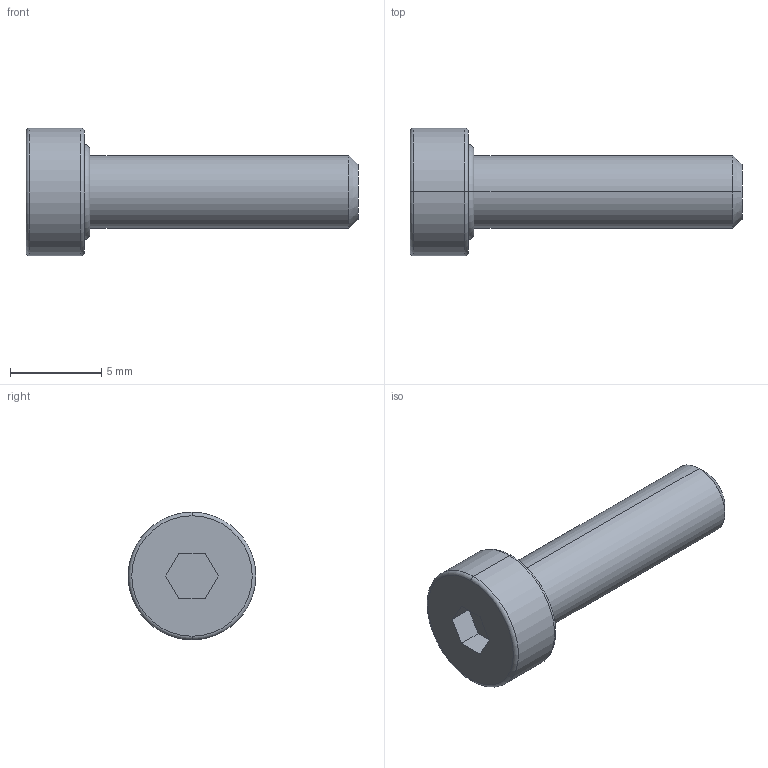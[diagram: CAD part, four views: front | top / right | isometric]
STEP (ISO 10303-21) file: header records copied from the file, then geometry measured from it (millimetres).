
FILE_DESCRIPTION (( 'STEP AP214' ), '1' );
FILE_NAME ('TL_418_M4_15.STEP', '2016-01-25T00:07:25', ( '' ), ( '' ), 'SwSTEP 2.0', 'SolidWorks 2015', '' );
FILE_SCHEMA (( 'AUTOMOTIVE_DESIGN' ));
Length unit declared in the file: millimetre
Products named in the file (2): screw; TL_418_M4_15
Assembly tree (1 placements, depth 2):
  TL_418_M4_15
    screw
Bounding box: 18.2 x 7 x 7 mm (x, y, z)
Volume: 302.2 mm3; surface area: 375.9 mm2
Topology: 2 solids, 2 shells, 27 faces, 56 edges, 34 vertices
Faces by surface type: plane 11, torus 8, cylinder 6, cone 2
Entity records: 799 total; most frequent: DIRECTION 148, CARTESIAN_POINT 121, ORIENTED_EDGE 112, AXIS2_PLACEMENT_3D 61, EDGE_CURVE 56, VERTEX_POINT 34, CIRCLE 30, EDGE_LOOP 30
